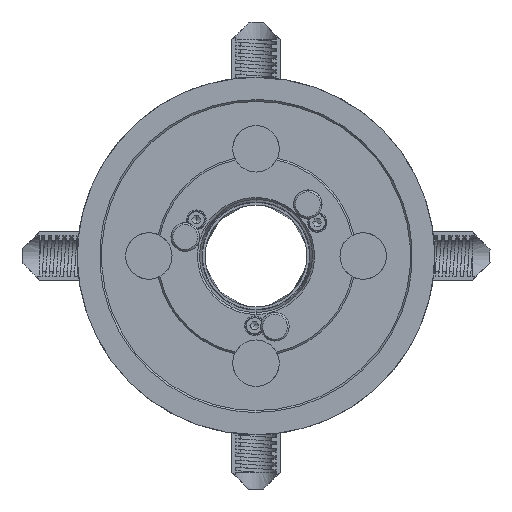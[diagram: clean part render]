
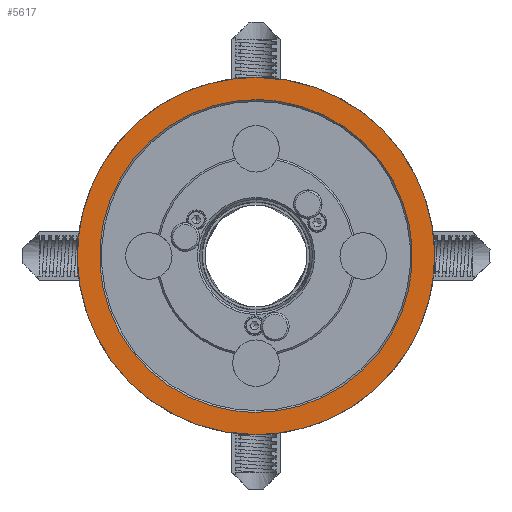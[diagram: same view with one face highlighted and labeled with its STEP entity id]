
A CAD part, front view. The second image highlights one B-rep face of the part: STEP entity #5617.
In plain terms, the highlighted free-form (B-spline) face has degree [1, 1] with [2, 2] control points.
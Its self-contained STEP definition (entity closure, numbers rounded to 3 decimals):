
#1058 = VERTEX_POINT('',#1059);
#1059 = CARTESIAN_POINT('',(-296.09,-243.999,
    534.502));
#1064 = EDGE_CURVE('',#1065,#1058,#1067,.T.);
#1065 = VERTEX_POINT('',#1066);
#1066 = CARTESIAN_POINT('',(-296.09,-243.999,
    778.34));
#1067 = ( BOUNDED_CURVE() B_SPLINE_CURVE(2,(#1068,#1069,#1070,#1071,
#1072),.UNSPECIFIED.,.F.,.F.) B_SPLINE_CURVE_WITH_KNOTS((3,2,3),(
    3.142,4.712,6.283),
.PIECEWISE_BEZIER_KNOTS.) CURVE() GEOMETRIC_REPRESENTATION_ITEM() 
RATIONAL_B_SPLINE_CURVE((1.,0.707,1.,0.707,1.)) 
REPRESENTATION_ITEM('') );
#1068 = CARTESIAN_POINT('',(-296.09,-243.999,
    778.34));
#1069 = CARTESIAN_POINT('',(-418.009,-243.999,
    778.34));
#1070 = CARTESIAN_POINT('',(-418.009,-243.999,
    656.421));
#1071 = CARTESIAN_POINT('',(-418.009,-243.999,
    534.502));
#1072 = CARTESIAN_POINT('',(-296.09,-243.999,
    534.502));
#1967 = VERTEX_POINT('',#1968);
#1968 = CARTESIAN_POINT('',(-296.09,-243.999,
    795.757));
#1973 = EDGE_CURVE('',#1967,#1974,#1976,.T.);
#1974 = VERTEX_POINT('',#1975);
#1975 = CARTESIAN_POINT('',(-296.09,-243.999,
    517.085));
#1976 = ( BOUNDED_CURVE() B_SPLINE_CURVE(2,(#1977,#1978,#1979,#1980,
#1981),.UNSPECIFIED.,.F.,.F.) B_SPLINE_CURVE_WITH_KNOTS((3,2,3),(0.,
1.571,3.142),.PIECEWISE_BEZIER_KNOTS.) CURVE() 
GEOMETRIC_REPRESENTATION_ITEM() RATIONAL_B_SPLINE_CURVE((1.,
0.707,1.,0.707,1.)) REPRESENTATION_ITEM('') );
#1977 = CARTESIAN_POINT('',(-296.09,-243.999,
    795.757));
#1978 = CARTESIAN_POINT('',(-156.754,-243.999,
    795.757));
#1979 = CARTESIAN_POINT('',(-156.754,-243.999,
    656.421));
#1980 = CARTESIAN_POINT('',(-156.754,-243.999,
    517.085));
#1981 = CARTESIAN_POINT('',(-296.09,-243.999,
    517.085));
#5561 = EDGE_CURVE('',#1974,#1967,#5562,.T.);
#5562 = ( BOUNDED_CURVE() B_SPLINE_CURVE(2,(#5563,#5564,#5565,#5566,
#5567),.UNSPECIFIED.,.F.,.F.) B_SPLINE_CURVE_WITH_KNOTS((3,2,3),(
    3.142,4.712,6.283),
.PIECEWISE_BEZIER_KNOTS.) CURVE() GEOMETRIC_REPRESENTATION_ITEM() 
RATIONAL_B_SPLINE_CURVE((1.,0.707,1.,0.707,1.)) 
REPRESENTATION_ITEM('') );
#5563 = CARTESIAN_POINT('',(-296.09,-243.999,
    517.085));
#5564 = CARTESIAN_POINT('',(-435.426,-243.999,517.085
    ));
#5565 = CARTESIAN_POINT('',(-435.426,-243.999,
    656.421));
#5566 = CARTESIAN_POINT('',(-435.426,-243.999,
    795.757));
#5567 = CARTESIAN_POINT('',(-296.09,-243.999,
    795.757));
#5617 = ADVANCED_FACE('',(#5618,#5629),#5633,.F.);
#5618 = FACE_BOUND('',#5619,.T.);
#5619 = EDGE_LOOP('',(#5620,#5628));
#5620 = ORIENTED_EDGE('',*,*,#5621,.F.);
#5621 = EDGE_CURVE('',#1058,#1065,#5622,.T.);
#5622 = ( BOUNDED_CURVE() B_SPLINE_CURVE(2,(#5623,#5624,#5625,#5626,
#5627),.UNSPECIFIED.,.F.,.F.) B_SPLINE_CURVE_WITH_KNOTS((3,2,3),(0.,
1.571,3.142),.PIECEWISE_BEZIER_KNOTS.) CURVE() 
GEOMETRIC_REPRESENTATION_ITEM() RATIONAL_B_SPLINE_CURVE((1.,
0.707,1.,0.707,1.)) REPRESENTATION_ITEM('') );
#5623 = CARTESIAN_POINT('',(-296.09,-243.999,
    534.502));
#5624 = CARTESIAN_POINT('',(-174.171,-243.999,
    534.502));
#5625 = CARTESIAN_POINT('',(-174.171,-243.999,
    656.421));
#5626 = CARTESIAN_POINT('',(-174.171,-243.999,
    778.34));
#5627 = CARTESIAN_POINT('',(-296.09,-243.999,
    778.34));
#5628 = ORIENTED_EDGE('',*,*,#1064,.F.);
#5629 = FACE_BOUND('',#5630,.T.);
#5630 = EDGE_LOOP('',(#5631,#5632));
#5631 = ORIENTED_EDGE('',*,*,#5561,.F.);
#5632 = ORIENTED_EDGE('',*,*,#1973,.F.);
#5633 = B_SPLINE_SURFACE_WITH_KNOTS('',1,1,(
    (#5634,#5635)
    ,(#5636,#5637
    )),.UNSPECIFIED.,.F.,.F.,.F.,(2,2),(2,2),(-100.,100.),(-100.,100.),
  .PIECEWISE_BEZIER_KNOTS.);
#5634 = CARTESIAN_POINT('',(-435.426,-243.999,517.085
    ));
#5635 = CARTESIAN_POINT('',(-156.754,-243.999,
    517.085));
#5636 = CARTESIAN_POINT('',(-435.426,-243.999,
    795.757));
#5637 = CARTESIAN_POINT('',(-156.754,-243.999,
    795.757));
